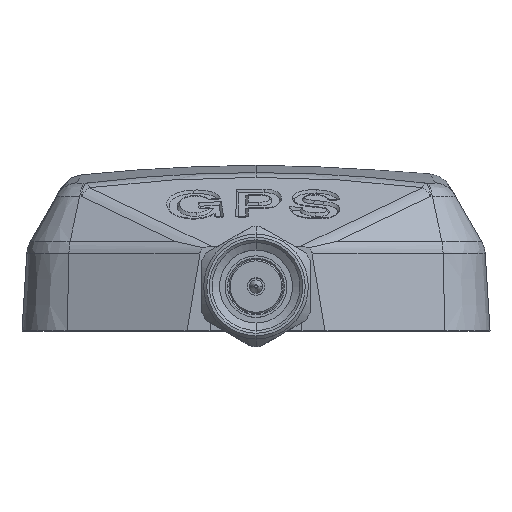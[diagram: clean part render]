
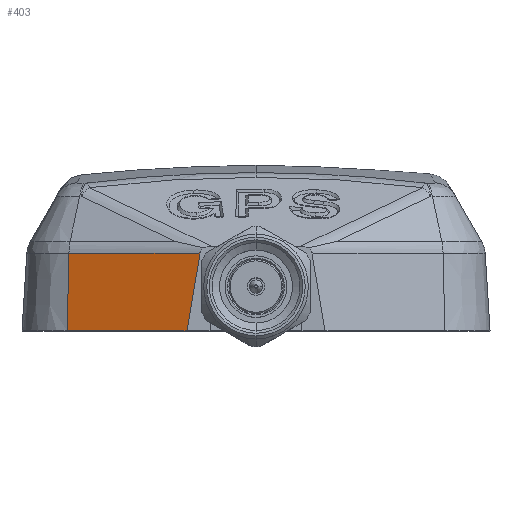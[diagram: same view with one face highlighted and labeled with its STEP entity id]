
A CAD part, top view. The second image highlights one B-rep face of the part: STEP entity #403.
In plain terms, the highlighted planar face has unit normal (-0.363, 0.061, 0.93).
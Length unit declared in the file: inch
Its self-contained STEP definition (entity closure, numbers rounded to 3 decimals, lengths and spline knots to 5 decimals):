
#171 = LINE ( 'NONE', #2313, #12671 ) ;
#403 = ADVANCED_FACE ( 'NONE', ( #6203 ), #2481, .F. ) ;
#754 = VECTOR ( 'NONE', #3140, 39.37008 ) ;
#1474 = LINE ( 'NONE', #7226, #15372 ) ;
#1600 = ORIENTED_EDGE ( 'NONE', *, *, #9547, .T. ) ;
#1752 = CARTESIAN_POINT ( 'NONE',  ( -0.54457, 0.22559, 0.65409 ) ) ;
#2313 = CARTESIAN_POINT ( 'NONE',  ( -0.54457, 0.22559, 0.65409 ) ) ;
#2481 = PLANE ( 'NONE',  #24483 ) ;
#3140 = DIRECTION ( 'NONE',  ( 0.166, 0.986, 0. ) ) ;
#3495 = CARTESIAN_POINT ( 'NONE',  ( -0.54959, 0., 0.66694 ) ) ;
#5317 = DIRECTION ( 'NONE',  ( 0.022, 0.998, -0.057 ) ) ;
#6203 = FACE_OUTER_BOUND ( 'NONE', #12193, .T. ) ;
#6585 = CARTESIAN_POINT ( 'NONE',  ( -0.20079, 0., 0.80315 ) ) ;
#7226 = CARTESIAN_POINT ( 'NONE',  ( -0.54416, 0.24409, 0.65304 ) ) ;
#9031 = CARTESIAN_POINT ( 'NONE',  ( -0.20079, 0., 0.80315 ) ) ;
#9394 = ORIENTED_EDGE ( 'NONE', *, *, #21200, .F. ) ;
#9547 = EDGE_CURVE ( 'NONE', #19507, #19803, #23227, .T. ) ;
#10110 = DIRECTION ( 'NONE',  ( 0.931, 0., 0.364 ) ) ;
#10155 = DIRECTION ( 'NONE',  ( 0.363, -0.061, -0.93 ) ) ;
#10272 = DIRECTION ( 'NONE',  ( -0.931, 0., -0.364 ) ) ;
#10884 = VECTOR ( 'NONE', #21212, 39.37008 ) ;
#10885 = ORIENTED_EDGE ( 'NONE', *, *, #23564, .F. ) ;
#12193 = EDGE_LOOP ( 'NONE', ( #9394, #23949, #10885, #1600 ) ) ;
#12671 = VECTOR ( 'NONE', #10110, 39.37008 ) ;
#13357 = CARTESIAN_POINT ( 'NONE',  ( -0.54959, 0., 0.66694 ) ) ;
#14833 = CARTESIAN_POINT ( 'NONE',  ( -0.16286, 0.22559, 0.80315 ) ) ;
#15372 = VECTOR ( 'NONE', #5317, 39.37008 ) ;
#15622 = CARTESIAN_POINT ( 'NONE',  ( -0.54416, 0.24409, 0.65304 ) ) ;
#16739 = EDGE_CURVE ( 'NONE', #22584, #23691, #1474, .T. ) ;
#19507 = VERTEX_POINT ( 'NONE', #6585 ) ;
#19803 = VERTEX_POINT ( 'NONE', #14833 ) ;
#21200 = EDGE_CURVE ( 'NONE', #23691, #19803, #171, .T. ) ;
#21212 = DIRECTION ( 'NONE',  ( -0.931, 0., -0.364 ) ) ;
#22584 = VERTEX_POINT ( 'NONE', #3495 ) ;
#23227 = LINE ( 'NONE', #9031, #754 ) ;
#23564 = EDGE_CURVE ( 'NONE', #19507, #22584, #23627, .T. ) ;
#23627 = LINE ( 'NONE', #13357, #10884 ) ;
#23691 = VERTEX_POINT ( 'NONE', #1752 ) ;
#23949 = ORIENTED_EDGE ( 'NONE', *, *, #16739, .F. ) ;
#24483 = AXIS2_PLACEMENT_3D ( 'NONE', #15622, #10155, #10272 ) ;
